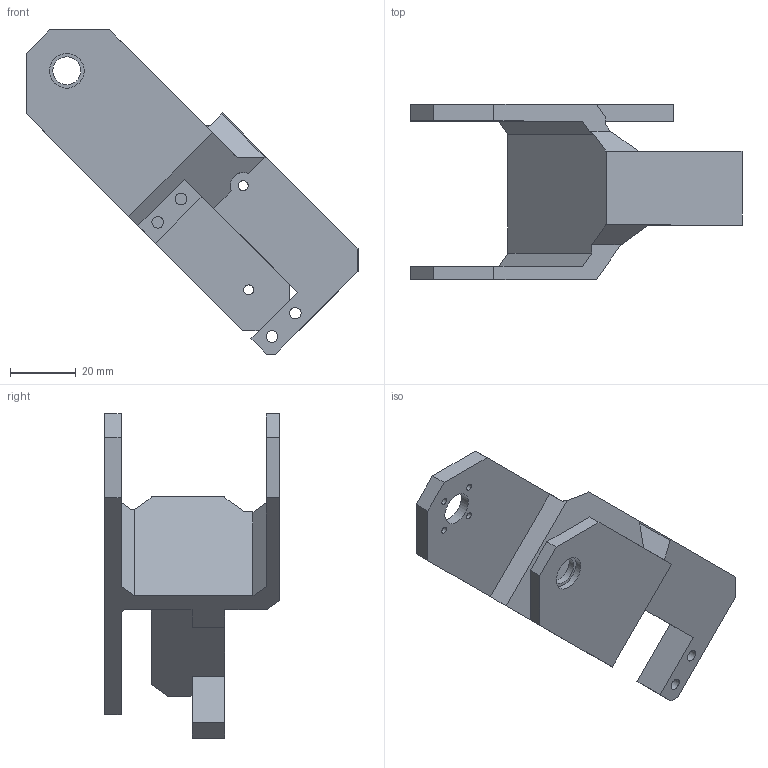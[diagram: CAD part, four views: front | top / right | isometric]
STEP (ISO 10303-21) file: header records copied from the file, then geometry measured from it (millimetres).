
FILE_DESCRIPTION(('FreeCAD Model'),'2;1');
FILE_NAME('secondBracket.step', '2016-01-29T14:02:05',(''),(''),'Open CASCADE STEP processor 6.8', 'FreeCAD','Unknown');
FILE_SCHEMA(('AUTOMOTIVE_DESIGN_CC2 { 1 2 10303 214 -1 1 5 4 }'));
Length unit declared in the file: millimetre
Products named in the file (2): ASSEMBLY; Pocket002002009003008022
Assembly tree (1 placements, depth 2):
  ASSEMBLY
    Pocket002002009003008022
Bounding box: 100.69 x 53 x 98.29 mm (x, y, z)
Volume: 59112.8 mm3; surface area: 24429.3 mm2
Topology: 1 solids, 1 shells, 66 faces, 188 edges, 127 vertices
Faces by surface type: plane 50, cylinder 16
Full cylindrical faces by diameter (mm): 2 x4, 3 x3, 3.5 x4, 8.5 x1, 10 x1, 10.5 x1, 23 x1
Entity records: 5002 total; most frequent: CARTESIAN_POINT 1206, DIRECTION 684, LINE 456, VECTOR 456, ORIENTED_EDGE 376, PCURVE 376, DEFINITIONAL_REPRESENTATION 376, EDGE_CURVE 188
